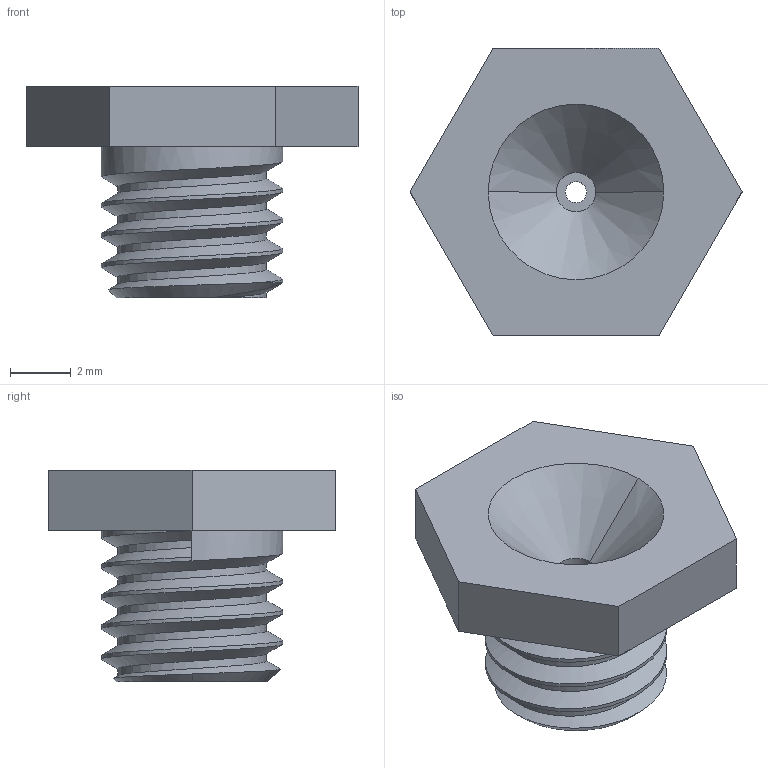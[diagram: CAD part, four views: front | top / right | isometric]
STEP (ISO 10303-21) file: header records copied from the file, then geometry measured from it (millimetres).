
FILE_DESCRIPTION (( 'STEP AP214' ), '1' );
FILE_NAME ('screw in nozzle.STEP', '2025-09-20T00:29:55', ( '' ), ( '' ), 'SwSTEP 2.0', 'SolidWorks 2025', '' );
FILE_SCHEMA (( 'AUTOMOTIVE_DESIGN' ));
Length unit declared in the file: millimetre
Products named in the file (1): screw in nozzle
Bounding box: 10.97 x 9.5 x 7 mm (x, y, z)
Volume: 244 mm3; surface area: 370.2 mm2
Topology: 1 solids, 1 shells, 32 faces, 78 edges, 50 vertices
Faces by surface type: cylinder 14, plane 11, cone 4, bspline 3
Entity records: 2200 total; most frequent: CARTESIAN_POINT 1486, ORIENTED_EDGE 156, DIRECTION 128, EDGE_CURVE 78, VERTEX_POINT 50, AXIS2_PLACEMENT_3D 45, LINE 38, VECTOR 38
